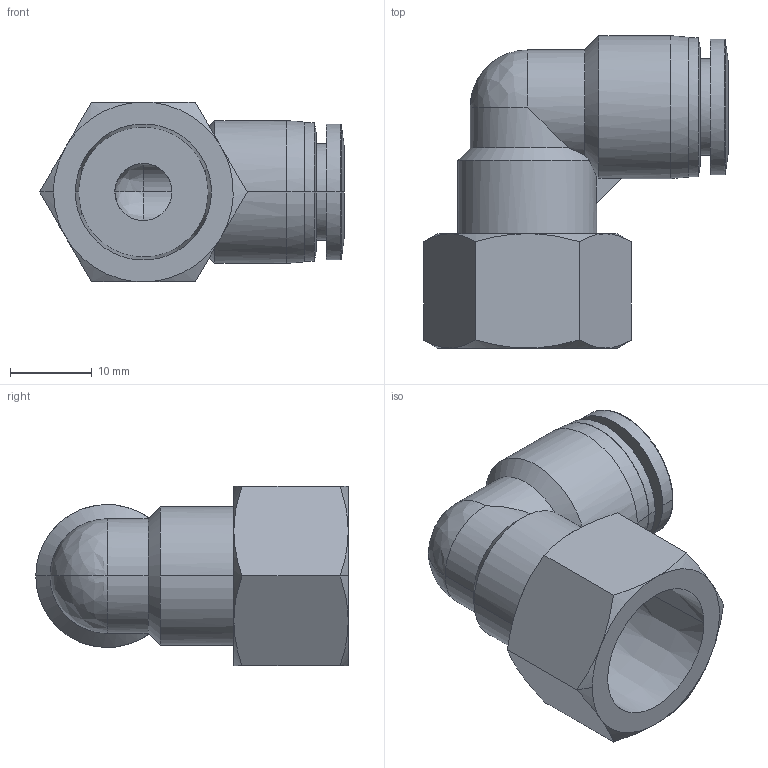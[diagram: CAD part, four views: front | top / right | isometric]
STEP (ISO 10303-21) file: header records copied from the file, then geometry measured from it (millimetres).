
FILE_DESCRIPTION (( 'STEP AP214' ), '1' );
FILE_NAME ('FE10M-38R.step', '2016-02-24T20:32:59', ( '' ), ( '' ), 'SwSTEP 2.0', 'SolidWorks 2015', '' );
FILE_SCHEMA (( 'AUTOMOTIVE_DESIGN' ));
Length unit declared in the file: inch
Products named in the file (1): FE10M-38R
Bounding box: 37.3 x 38.25 x 22 mm (x, y, z)
Volume: 8776.1 mm3; surface area: 5693.3 mm2
Topology: 1 solids, 1 shells, 70 faces, 163 edges, 97 vertices
Faces by surface type: cone 25, cylinder 20, plane 17, bspline 6, torus 2
Entity records: 4555 total; most frequent: CARTESIAN_POINT 2176, ORIENTED_EDGE 318, DIRECTION 255, EDGE_CURVE 159, AXIS2_PLACEMENT_3D 107, VERTEX_POINT 97, EDGE_LOOP 78, B_SPLINE_CURVE_WITH_KNOTS 75
